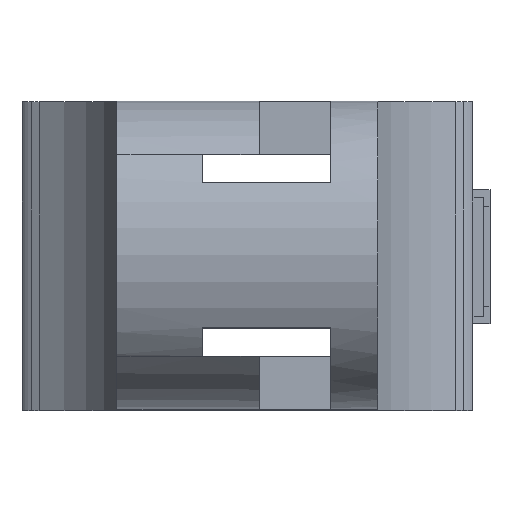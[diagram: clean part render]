
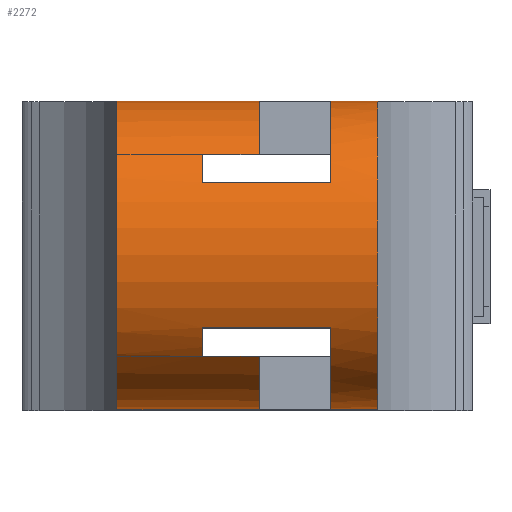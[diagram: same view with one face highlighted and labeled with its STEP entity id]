
A CAD part, top view. The second image highlights one B-rep face of the part: STEP entity #2272.
In plain terms, the highlighted cylindrical face has radius 32.5 mm (diameter 65 mm), a partial arc.
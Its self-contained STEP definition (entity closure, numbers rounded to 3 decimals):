
#56=CYLINDRICAL_SURFACE('',#2413,32.5);
#94=CIRCLE('',#2412,32.5);
#95=CIRCLE('',#2414,32.5);
#96=CIRCLE('',#2415,32.5);
#97=CIRCLE('',#2416,32.5);
#98=CIRCLE('',#2417,32.5);
#99=CIRCLE('',#2418,32.5);
#100=CIRCLE('',#2419,32.5);
#101=CIRCLE('',#2420,32.5);
#186=FACE_OUTER_BOUND('',#312,.T.);
#312=EDGE_LOOP('',(#1524,#1525,#1526,#1527,#1528,#1529,#1530,#1531,#1532,
#1533,#1534,#1535,#1536,#1537,#1538,#1539));
#478=LINE('',#3309,#721);
#483=LINE('',#3321,#726);
#484=LINE('',#3325,#727);
#485=LINE('',#3329,#728);
#486=LINE('',#3333,#729);
#487=LINE('',#3337,#730);
#488=LINE('',#3341,#731);
#489=LINE('',#3345,#732);
#721=VECTOR('',#2631,10.);
#726=VECTOR('',#2642,10.);
#727=VECTOR('',#2645,10.);
#728=VECTOR('',#2648,10.);
#729=VECTOR('',#2651,10.);
#730=VECTOR('',#2654,10.);
#731=VECTOR('',#2657,10.);
#732=VECTOR('',#2660,10.);
#963=VERTEX_POINT('',#3305);
#965=VERTEX_POINT('',#3308);
#967=VERTEX_POINT('',#3314);
#969=VERTEX_POINT('',#3320);
#970=VERTEX_POINT('',#3322);
#971=VERTEX_POINT('',#3324);
#972=VERTEX_POINT('',#3326);
#973=VERTEX_POINT('',#3328);
#974=VERTEX_POINT('',#3330);
#975=VERTEX_POINT('',#3332);
#976=VERTEX_POINT('',#3334);
#977=VERTEX_POINT('',#3336);
#978=VERTEX_POINT('',#3338);
#979=VERTEX_POINT('',#3340);
#980=VERTEX_POINT('',#3342);
#981=VERTEX_POINT('',#3344);
#1184=EDGE_CURVE('',#965,#963,#478,.T.);
#1187=EDGE_CURVE('',#967,#965,#94,.T.);
#1190=EDGE_CURVE('',#969,#967,#483,.T.);
#1191=EDGE_CURVE('',#963,#970,#95,.T.);
#1192=EDGE_CURVE('',#971,#970,#484,.T.);
#1193=EDGE_CURVE('',#971,#972,#96,.T.);
#1194=EDGE_CURVE('',#972,#973,#485,.T.);
#1195=EDGE_CURVE('',#973,#974,#97,.T.);
#1196=EDGE_CURVE('',#974,#975,#486,.T.);
#1197=EDGE_CURVE('',#975,#976,#98,.T.);
#1198=EDGE_CURVE('',#976,#977,#487,.T.);
#1199=EDGE_CURVE('',#977,#978,#99,.T.);
#1200=EDGE_CURVE('',#978,#979,#488,.T.);
#1201=EDGE_CURVE('',#979,#980,#100,.T.);
#1202=EDGE_CURVE('',#981,#980,#489,.T.);
#1203=EDGE_CURVE('',#981,#969,#101,.T.);
#1524=ORIENTED_EDGE('',*,*,#1190,.T.);
#1525=ORIENTED_EDGE('',*,*,#1187,.T.);
#1526=ORIENTED_EDGE('',*,*,#1184,.T.);
#1527=ORIENTED_EDGE('',*,*,#1191,.T.);
#1528=ORIENTED_EDGE('',*,*,#1192,.F.);
#1529=ORIENTED_EDGE('',*,*,#1193,.T.);
#1530=ORIENTED_EDGE('',*,*,#1194,.T.);
#1531=ORIENTED_EDGE('',*,*,#1195,.T.);
#1532=ORIENTED_EDGE('',*,*,#1196,.T.);
#1533=ORIENTED_EDGE('',*,*,#1197,.T.);
#1534=ORIENTED_EDGE('',*,*,#1198,.T.);
#1535=ORIENTED_EDGE('',*,*,#1199,.T.);
#1536=ORIENTED_EDGE('',*,*,#1200,.T.);
#1537=ORIENTED_EDGE('',*,*,#1201,.T.);
#1538=ORIENTED_EDGE('',*,*,#1202,.F.);
#1539=ORIENTED_EDGE('',*,*,#1203,.T.);
#2272=ADVANCED_FACE('',(#186),#56,.T.);
#2412=AXIS2_PLACEMENT_3D('',#3315,#2636,#2637);
#2413=AXIS2_PLACEMENT_3D('',#3319,#2640,#2641);
#2414=AXIS2_PLACEMENT_3D('',#3323,#2643,#2644);
#2415=AXIS2_PLACEMENT_3D('',#3327,#2646,#2647);
#2416=AXIS2_PLACEMENT_3D('',#3331,#2649,#2650);
#2417=AXIS2_PLACEMENT_3D('',#3335,#2652,#2653);
#2418=AXIS2_PLACEMENT_3D('',#3339,#2655,#2656);
#2419=AXIS2_PLACEMENT_3D('',#3343,#2658,#2659);
#2420=AXIS2_PLACEMENT_3D('',#3346,#2661,#2662);
#2631=DIRECTION('',(1.,0.,0.));
#2636=DIRECTION('center_axis',(-1.,0.,0.));
#2637=DIRECTION('ref_axis',(0.,1.,0.));
#2640=DIRECTION('center_axis',(1.,0.,0.));
#2641=DIRECTION('ref_axis',(0.,1.,0.));
#2642=DIRECTION('',(-1.,0.,0.));
#2643=DIRECTION('center_axis',(-1.,0.,0.));
#2644=DIRECTION('ref_axis',(0.,1.,0.));
#2645=DIRECTION('',(1.,0.,0.));
#2646=DIRECTION('center_axis',(1.,0.,0.));
#2647=DIRECTION('ref_axis',(0.,1.,0.));
#2648=DIRECTION('',(1.,0.,0.));
#2649=DIRECTION('center_axis',(-1.,0.,0.));
#2650=DIRECTION('ref_axis',(0.,1.,0.));
#2651=DIRECTION('',(-1.,0.,0.));
#2652=DIRECTION('center_axis',(-1.,0.,0.));
#2653=DIRECTION('ref_axis',(0.,1.,0.));
#2654=DIRECTION('',(1.,0.,0.));
#2655=DIRECTION('center_axis',(1.,0.,0.));
#2656=DIRECTION('ref_axis',(0.,1.,0.));
#2657=DIRECTION('',(1.,0.,0.));
#2658=DIRECTION('center_axis',(-1.,0.,0.));
#2659=DIRECTION('ref_axis',(0.,1.,0.));
#2660=DIRECTION('',(1.,0.,0.));
#2661=DIRECTION('center_axis',(1.,0.,0.));
#2662=DIRECTION('ref_axis',(0.,1.,0.));
#3305=CARTESIAN_POINT('',(50.,21.3,184.547));
#3308=CARTESIAN_POINT('',(38.,21.3,184.547));
#3309=CARTESIAN_POINT('',(0.,21.3,184.547));
#3314=CARTESIAN_POINT('',(38.,15.3,188.673));
#3315=CARTESIAN_POINT('Origin',(38.,0.,160.));
#3319=CARTESIAN_POINT('Origin',(0.,0.,160.));
#3320=CARTESIAN_POINT('',(65.,15.3,188.673));
#3321=CARTESIAN_POINT('',(0.,15.3,188.673));
#3322=CARTESIAN_POINT('',(50.,32.5,160.));
#3323=CARTESIAN_POINT('Origin',(50.,0.,160.));
#3324=CARTESIAN_POINT('',(20.,32.5,160.));
#3325=CARTESIAN_POINT('',(0.,32.5,160.));
#3326=CARTESIAN_POINT('',(20.,-32.5,160.));
#3327=CARTESIAN_POINT('Origin',(20.,0.,160.));
#3328=CARTESIAN_POINT('',(50.,-32.5,160.));
#3329=CARTESIAN_POINT('',(0.,-32.5,160.));
#3330=CARTESIAN_POINT('',(50.,-21.3,184.547));
#3331=CARTESIAN_POINT('Origin',(50.,0.,160.));
#3332=CARTESIAN_POINT('',(38.,-21.3,184.547));
#3333=CARTESIAN_POINT('',(0.,-21.3,184.547));
#3334=CARTESIAN_POINT('',(38.,-15.3,188.673));
#3335=CARTESIAN_POINT('Origin',(38.,0.,160.));
#3336=CARTESIAN_POINT('',(65.,-15.3,188.673));
#3337=CARTESIAN_POINT('',(55.,-15.3,188.673));
#3338=CARTESIAN_POINT('',(65.,-32.5,160.));
#3339=CARTESIAN_POINT('Origin',(65.,0.,160.));
#3340=CARTESIAN_POINT('',(75.,-32.5,160.));
#3341=CARTESIAN_POINT('',(0.,-32.5,160.));
#3342=CARTESIAN_POINT('',(75.,32.5,160.));
#3343=CARTESIAN_POINT('Origin',(75.,0.,160.));
#3344=CARTESIAN_POINT('',(65.,32.5,160.));
#3345=CARTESIAN_POINT('',(0.,32.5,160.));
#3346=CARTESIAN_POINT('Origin',(65.,0.,160.));
